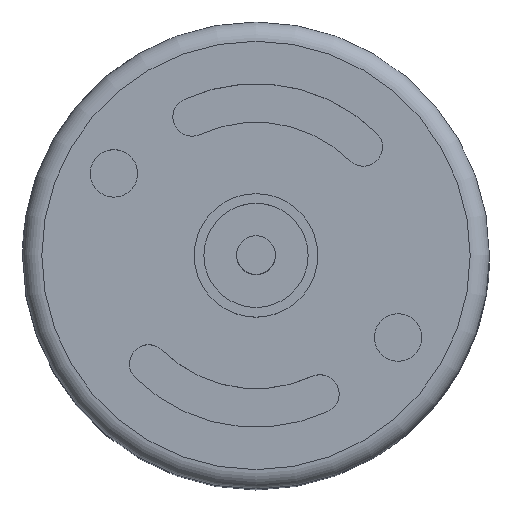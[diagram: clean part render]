
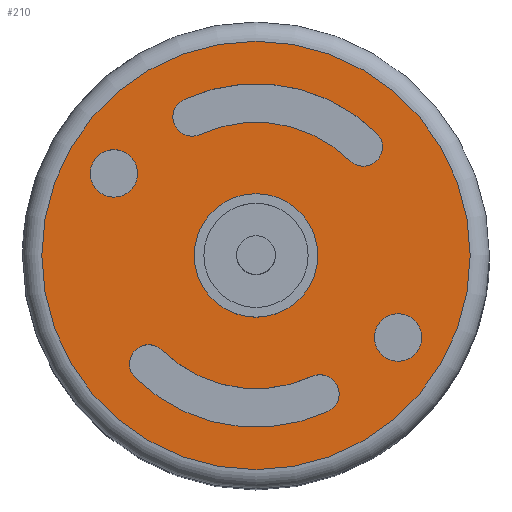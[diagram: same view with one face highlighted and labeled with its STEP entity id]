
A CAD part, top view. The second image highlights one B-rep face of the part: STEP entity #210.
In plain terms, the highlighted planar face has unit normal (0, 0, 1).
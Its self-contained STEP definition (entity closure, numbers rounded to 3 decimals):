
#210 = ADVANCED_FACE( '', ( #457, #458, #459, #460, #461, #462 ), #463, .T. );
#457 = FACE_BOUND( '', #740, .T. );
#458 = FACE_BOUND( '', #741, .T. );
#459 = FACE_BOUND( '', #742, .T. );
#460 = FACE_BOUND( '', #743, .T. );
#461 = FACE_OUTER_BOUND( '', #744, .T. );
#462 = FACE_BOUND( '', #745, .T. );
#463 = PLANE( '', #746 );
#740 = EDGE_LOOP( '', ( #1213, #1214, #1215, #1216 ) );
#741 = EDGE_LOOP( '', ( #1217, #1218, #1219, #1220 ) );
#742 = EDGE_LOOP( '', ( #1221 ) );
#743 = EDGE_LOOP( '', ( #1222 ) );
#744 = EDGE_LOOP( '', ( #1223 ) );
#745 = EDGE_LOOP( '', ( #1224 ) );
#746 = AXIS2_PLACEMENT_3D( '', #1225, #1226, #1227 );
#1213 = ORIENTED_EDGE( '', *, *, #1574, .F. );
#1214 = ORIENTED_EDGE( '', *, *, #1489, .F. );
#1215 = ORIENTED_EDGE( '', *, *, #1537, .F. );
#1216 = ORIENTED_EDGE( '', *, *, #1582, .F. );
#1217 = ORIENTED_EDGE( '', *, *, #1413, .F. );
#1218 = ORIENTED_EDGE( '', *, *, #1588, .F. );
#1219 = ORIENTED_EDGE( '', *, *, #1589, .F. );
#1220 = ORIENTED_EDGE( '', *, *, #1509, .F. );
#1221 = ORIENTED_EDGE( '', *, *, #1460, .T. );
#1222 = ORIENTED_EDGE( '', *, *, #1570, .T. );
#1223 = ORIENTED_EDGE( '', *, *, #1499, .T. );
#1224 = ORIENTED_EDGE( '', *, *, #1486, .F. );
#1225 = CARTESIAN_POINT( '', ( 3.2, 0., 32.9 ) );
#1226 = DIRECTION( '', ( 0., 0., 1. ) );
#1227 = DIRECTION( '', ( 1., 0., 0. ) );
#1413 = EDGE_CURVE( '', #1630, #1632, #1633, .T. );
#1460 = EDGE_CURVE( '', #1712, #1712, #1713, .T. );
#1486 = EDGE_CURVE( '', #1757, #1757, #1758, .T. );
#1489 = EDGE_CURVE( '', #1761, #1763, #1764, .T. );
#1499 = EDGE_CURVE( '', #1776, #1776, #1777, .T. );
#1509 = EDGE_CURVE( '', #1632, #1793, #1794, .T. );
#1537 = EDGE_CURVE( '', #1834, #1761, #1836, .T. );
#1570 = EDGE_CURVE( '', #1881, #1881, #1882, .T. );
#1574 = EDGE_CURVE( '', #1763, #1886, #1887, .T. );
#1582 = EDGE_CURVE( '', #1886, #1834, #1897, .T. );
#1588 = EDGE_CURVE( '', #1905, #1630, #1906, .T. );
#1589 = EDGE_CURVE( '', #1793, #1905, #1907, .T. );
#1630 = VERTEX_POINT( '', #1950 );
#1632 = VERTEX_POINT( '', #1953 );
#1633 = CIRCLE( '', #1954, 8.906 );
#1712 = VERTEX_POINT( '', #2051 );
#1713 = CIRCLE( '', #2052, 1.23 );
#1757 = VERTEX_POINT( '', #2104 );
#1758 = CIRCLE( '', #2105, 3.2 );
#1761 = VERTEX_POINT( '', #2108 );
#1763 = VERTEX_POINT( '', #2111 );
#1764 = CIRCLE( '', #2112, 8.906 );
#1776 = VERTEX_POINT( '', #2128 );
#1777 = CIRCLE( '', #2129, 11.1 );
#1793 = VERTEX_POINT( '', #2149 );
#1794 = CIRCLE( '', #2150, 1. );
#1834 = VERTEX_POINT( '', #2271 );
#1836 = CIRCLE( '', #2274, 1. );
#1881 = VERTEX_POINT( '', #2397 );
#1882 = CIRCLE( '', #2398, 1.23 );
#1886 = VERTEX_POINT( '', #2403 );
#1887 = CIRCLE( '', #2404, 1. );
#1897 = CIRCLE( '', #2415, 6.906 );
#1905 = VERTEX_POINT( '', #2423 );
#1906 = CIRCLE( '', #2424, 1. );
#1907 = CIRCLE( '', #2425, 6.906 );
#1950 = CARTESIAN_POINT( '', ( -6.258, -6.336, 32.9 ) );
#1953 = CARTESIAN_POINT( '', ( 3.728, -8.088, 32.9 ) );
#1954 = AXIS2_PLACEMENT_3D( '', #2474, #2475, #2476 );
#2051 = CARTESIAN_POINT( '', ( 7.361, -5.48, 32.9 ) );
#2052 = AXIS2_PLACEMENT_3D( '', #2546, #2547, #2548 );
#2104 = CARTESIAN_POINT( '', ( 3.2, 0., 32.9 ) );
#2105 = AXIS2_PLACEMENT_3D( '', #2587, #2588, #2589 );
#2108 = CARTESIAN_POINT( '', ( 6.258, 6.336, 32.9 ) );
#2111 = CARTESIAN_POINT( '', ( -3.728, 8.088, 32.9 ) );
#2112 = AXIS2_PLACEMENT_3D( '', #2591, #2592, #2593 );
#2128 = CARTESIAN_POINT( '', ( 11.1, 0., 32.9 ) );
#2129 = AXIS2_PLACEMENT_3D( '', #2604, #2605, #2606 );
#2149 = CARTESIAN_POINT( '', ( 2.891, -6.272, 32.9 ) );
#2150 = AXIS2_PLACEMENT_3D( '', #2617, #2618, #2619 );
#2271 = CARTESIAN_POINT( '', ( 4.853, 4.913, 32.9 ) );
#2274 = AXIS2_PLACEMENT_3D( '', #2656, #2657, #2658 );
#2397 = CARTESIAN_POINT( '', ( -7.361, 3.021, 32.9 ) );
#2398 = AXIS2_PLACEMENT_3D( '', #2690, #2691, #2692 );
#2403 = CARTESIAN_POINT( '', ( -2.891, 6.272, 32.9 ) );
#2404 = AXIS2_PLACEMENT_3D( '', #2694, #2695, #2696 );
#2415 = AXIS2_PLACEMENT_3D( '', #2707, #2708, #2709 );
#2423 = CARTESIAN_POINT( '', ( -4.853, -4.913, 32.9 ) );
#2424 = AXIS2_PLACEMENT_3D( '', #2719, #2720, #2721 );
#2425 = AXIS2_PLACEMENT_3D( '', #2722, #2723, #2724 );
#2474 = CARTESIAN_POINT( '', ( 0., 0., 32.9 ) );
#2475 = DIRECTION( '', ( 0., 0., 1. ) );
#2476 = DIRECTION( '', ( -1., 0., 0. ) );
#2546 = CARTESIAN_POINT( '', ( 7.361, -4.25, 32.9 ) );
#2547 = DIRECTION( '', ( 0., 0., -1. ) );
#2548 = DIRECTION( '', ( 0., -1., 0. ) );
#2587 = CARTESIAN_POINT( '', ( 0., 0., 32.9 ) );
#2588 = DIRECTION( '', ( 0., 0., 1. ) );
#2589 = DIRECTION( '', ( 1., 0., 0. ) );
#2591 = CARTESIAN_POINT( '', ( 0., 0., 32.9 ) );
#2592 = DIRECTION( '', ( 0., 0., 1. ) );
#2593 = DIRECTION( '', ( -1., 0., 0. ) );
#2604 = CARTESIAN_POINT( '', ( 0., 0., 32.9 ) );
#2605 = DIRECTION( '', ( 0., 0., 1. ) );
#2606 = DIRECTION( '', ( 1., 0., 0. ) );
#2617 = CARTESIAN_POINT( '', ( 3.309, -7.18, 32.9 ) );
#2618 = DIRECTION( '', ( 0., 0., 1. ) );
#2619 = DIRECTION( '', ( -1., 0., 0. ) );
#2656 = CARTESIAN_POINT( '', ( 5.555, 5.625, 32.9 ) );
#2657 = DIRECTION( '', ( 0., 0., 1. ) );
#2658 = DIRECTION( '', ( -1., 0., 0. ) );
#2690 = CARTESIAN_POINT( '', ( -7.361, 4.25, 32.9 ) );
#2691 = DIRECTION( '', ( 0., 0., -1. ) );
#2692 = DIRECTION( '', ( 0., -1., 0. ) );
#2694 = CARTESIAN_POINT( '', ( -3.309, 7.18, 32.9 ) );
#2695 = DIRECTION( '', ( 0., 0., 1. ) );
#2696 = DIRECTION( '', ( 1., 0., 0. ) );
#2707 = CARTESIAN_POINT( '', ( 0., 0., 32.9 ) );
#2708 = DIRECTION( '', ( 0., 0., -1. ) );
#2709 = DIRECTION( '', ( -1., 0., 0. ) );
#2719 = CARTESIAN_POINT( '', ( -5.555, -5.625, 32.9 ) );
#2720 = DIRECTION( '', ( 0., 0., 1. ) );
#2721 = DIRECTION( '', ( 1., 0., 0. ) );
#2722 = CARTESIAN_POINT( '', ( 0., 0., 32.9 ) );
#2723 = DIRECTION( '', ( 0., 0., -1. ) );
#2724 = DIRECTION( '', ( -1., 0., 0. ) );
